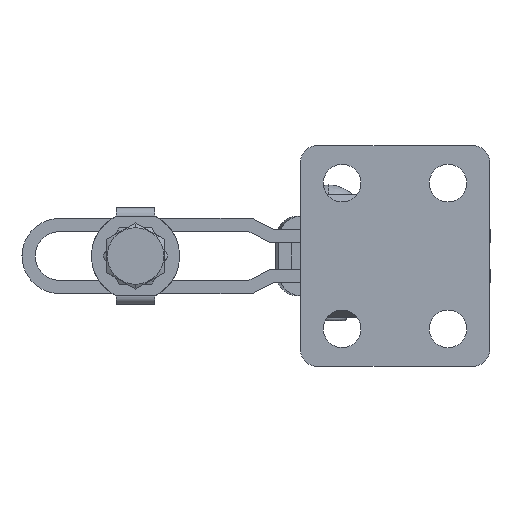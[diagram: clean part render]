
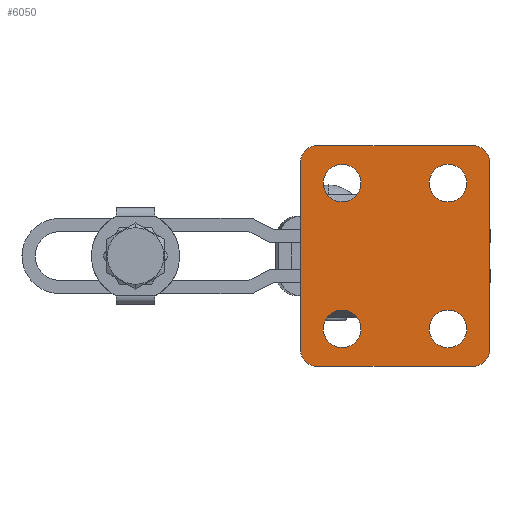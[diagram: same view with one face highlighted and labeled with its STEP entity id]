
A CAD part, front view. The second image highlights one B-rep face of the part: STEP entity #6050.
In plain terms, the highlighted planar face has unit normal (0, -1, 0).
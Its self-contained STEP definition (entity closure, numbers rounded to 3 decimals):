
#154 = DIRECTION ( 'NONE',  ( 0., 0., 1. ) ) ;
#168 = LINE ( 'NONE', #6260, #5865 ) ;
#247 = DIRECTION ( 'NONE',  ( 0., 1., 0. ) ) ;
#278 = VERTEX_POINT ( 'NONE', #7827 ) ;
#285 = EDGE_LOOP ( 'NONE', ( #2326, #3778, #2675, #6021, #3559, #1037, #7238, #1564 ) ) ;
#369 = EDGE_CURVE ( 'NONE', #2747, #8513, #6481, .T. ) ;
#389 = EDGE_CURVE ( 'NONE', #8255, #2361, #8151, .T. ) ;
#508 = CIRCLE ( 'NONE', #2888, 4.25 ) ;
#514 = AXIS2_PLACEMENT_3D ( 'NONE', #3599, #8614, #4326 ) ;
#556 = AXIS2_PLACEMENT_3D ( 'NONE', #7068, #2769, #7778 ) ;
#562 = CARTESIAN_POINT ( 'NONE',  ( -33.5, 0., -16.5 ) ) ;
#572 = DIRECTION ( 'NONE',  ( 0., -1., 0. ) ) ;
#575 = DIRECTION ( 'NONE',  ( 0., -1., 0. ) ) ;
#584 = CARTESIAN_POINT ( 'NONE',  ( -43., 0., 3. ) ) ;
#605 = CARTESIAN_POINT ( 'NONE',  ( -33.5, 0., 20.75 ) ) ;
#698 = FACE_BOUND ( 'NONE', #8048, .T. ) ;
#775 = AXIS2_PLACEMENT_3D ( 'NONE', #562, #4850, #5548 ) ;
#777 = CARTESIAN_POINT ( 'NONE',  ( -4., 0., 21. ) ) ;
#782 = VECTOR ( 'NONE', #4132, 1000. ) ;
#808 = ORIENTED_EDGE ( 'NONE', *, *, #8716, .T. ) ;
#938 = FACE_BOUND ( 'NONE', #6337, .T. ) ;
#1037 = ORIENTED_EDGE ( 'NONE', *, *, #1963, .T. ) ;
#1058 = CARTESIAN_POINT ( 'NONE',  ( -9.5, 0., 20.75 ) ) ;
#1184 = EDGE_CURVE ( 'NONE', #278, #8920, #3866, .T. ) ;
#1320 = DIRECTION ( 'NONE',  ( 0., 0., -1. ) ) ;
#1484 = AXIS2_PLACEMENT_3D ( 'NONE', #5562, #575, #4867 ) ;
#1491 = DIRECTION ( 'NONE',  ( 0., 0., -1. ) ) ;
#1564 = ORIENTED_EDGE ( 'NONE', *, *, #5291, .T. ) ;
#1644 = DIRECTION ( 'NONE',  ( 0., 0., -1. ) ) ;
#1788 = EDGE_CURVE ( 'NONE', #6975, #7754, #168, .T. ) ;
#1905 = CARTESIAN_POINT ( 'NONE',  ( 0., 0., 21. ) ) ;
#1963 = EDGE_CURVE ( 'NONE', #6975, #8255, #3392, .T. ) ;
#2027 = EDGE_CURVE ( 'NONE', #8920, #278, #8438, .T. ) ;
#2219 = VERTEX_POINT ( 'NONE', #3860 ) ;
#2275 = EDGE_CURVE ( 'NONE', #7948, #2474, #3720, .T. ) ;
#2326 = ORIENTED_EDGE ( 'NONE', *, *, #4695, .T. ) ;
#2361 = VERTEX_POINT ( 'NONE', #3292 ) ;
#2474 = VERTEX_POINT ( 'NONE', #605 ) ;
#2587 = FACE_OUTER_BOUND ( 'NONE', #285, .T. ) ;
#2675 = ORIENTED_EDGE ( 'NONE', *, *, #6045, .F. ) ;
#2691 = CARTESIAN_POINT ( 'NONE',  ( -4., 0., 25. ) ) ;
#2726 = CARTESIAN_POINT ( 'NONE',  ( -39., 0., -25. ) ) ;
#2747 = VERTEX_POINT ( 'NONE', #6664 ) ;
#2769 = DIRECTION ( 'NONE',  ( 0., -1., 0. ) ) ;
#2800 = DIRECTION ( 'NONE',  ( 0., 1., 0. ) ) ;
#2888 = AXIS2_PLACEMENT_3D ( 'NONE', #8713, #4442, #154 ) ;
#2892 = ORIENTED_EDGE ( 'NONE', *, *, #8687, .F. ) ;
#2895 = CIRCLE ( 'NONE', #6702, 4. ) ;
#2938 = CARTESIAN_POINT ( 'NONE',  ( -4., 0., 25. ) ) ;
#2968 = CARTESIAN_POINT ( 'NONE',  ( -33.5, 0., -16.5 ) ) ;
#3292 = CARTESIAN_POINT ( 'NONE',  ( -39., 0., 25. ) ) ;
#3350 = CARTESIAN_POINT ( 'NONE',  ( -4., 0., -21. ) ) ;
#3392 = CIRCLE ( 'NONE', #5312, 4. ) ;
#3559 = ORIENTED_EDGE ( 'NONE', *, *, #1788, .F. ) ;
#3599 = CARTESIAN_POINT ( 'NONE',  ( 0., 0., 3. ) ) ;
#3611 = AXIS2_PLACEMENT_3D ( 'NONE', #4860, #572, #5556 ) ;
#3686 = DIRECTION ( 'NONE',  ( 0., 0., 1. ) ) ;
#3720 = CIRCLE ( 'NONE', #7367, 4.25 ) ;
#3778 = ORIENTED_EDGE ( 'NONE', *, *, #6793, .F. ) ;
#3801 = VERTEX_POINT ( 'NONE', #3838 ) ;
#3838 = CARTESIAN_POINT ( 'NONE',  ( -9.5, 0., -12.25 ) ) ;
#3860 = CARTESIAN_POINT ( 'NONE',  ( -9.5, 0., -20.75 ) ) ;
#3866 = CIRCLE ( 'NONE', #775, 4.25 ) ;
#3941 = CIRCLE ( 'NONE', #3611, 4. ) ;
#3960 = VERTEX_POINT ( 'NONE', #6127 ) ;
#3963 = CIRCLE ( 'NONE', #556, 4.25 ) ;
#4068 = DIRECTION ( 'NONE',  ( 0., 0., 1. ) ) ;
#4132 = DIRECTION ( 'NONE',  ( -1., 0., 0. ) ) ;
#4154 = EDGE_CURVE ( 'NONE', #2474, #7948, #3963, .T. ) ;
#4217 = DIRECTION ( 'NONE',  ( 0., -1., 0. ) ) ;
#4299 = CARTESIAN_POINT ( 'NONE',  ( -4., 0., -25. ) ) ;
#4321 = EDGE_CURVE ( 'NONE', #3801, #2219, #508, .T. ) ;
#4326 = DIRECTION ( 'NONE',  ( 0., 0., 1. ) ) ;
#4442 = DIRECTION ( 'NONE',  ( 0., 1., 0. ) ) ;
#4504 = VECTOR ( 'NONE', #7181, 1000. ) ;
#4552 = CARTESIAN_POINT ( 'NONE',  ( -39., 0., -21. ) ) ;
#4663 = CARTESIAN_POINT ( 'NONE',  ( -4., 0., -25. ) ) ;
#4695 = EDGE_CURVE ( 'NONE', #3960, #5982, #7660, .T. ) ;
#4728 = LINE ( 'NONE', #4299, #4504 ) ;
#4850 = DIRECTION ( 'NONE',  ( 0., 1., 0. ) ) ;
#4856 = ORIENTED_EDGE ( 'NONE', *, *, #2275, .F. ) ;
#4860 = CARTESIAN_POINT ( 'NONE',  ( -39., 0., 21. ) ) ;
#4867 = DIRECTION ( 'NONE',  ( 0., 0., -1. ) ) ;
#4938 = CARTESIAN_POINT ( 'NONE',  ( -43., 0., -21. ) ) ;
#5242 = DIRECTION ( 'NONE',  ( 0., 0., 1. ) ) ;
#5291 = EDGE_CURVE ( 'NONE', #2361, #3960, #3941, .T. ) ;
#5312 = AXIS2_PLACEMENT_3D ( 'NONE', #777, #5749, #1491 ) ;
#5496 = ORIENTED_EDGE ( 'NONE', *, *, #369, .F. ) ;
#5544 = ORIENTED_EDGE ( 'NONE', *, *, #4321, .T. ) ;
#5548 = DIRECTION ( 'NONE',  ( 0., 0., 1. ) ) ;
#5556 = DIRECTION ( 'NONE',  ( 0., 0., -1. ) ) ;
#5562 = CARTESIAN_POINT ( 'NONE',  ( -9.5, 0., 16.5 ) ) ;
#5593 = EDGE_LOOP ( 'NONE', ( #5544, #808 ) ) ;
#5703 = VERTEX_POINT ( 'NONE', #4663 ) ;
#5742 = VECTOR ( 'NONE', #1320, 1000. ) ;
#5749 = DIRECTION ( 'NONE',  ( 0., -1., 0. ) ) ;
#5860 = AXIS2_PLACEMENT_3D ( 'NONE', #8510, #4217, #9171 ) ;
#5865 = VECTOR ( 'NONE', #9066, 1000. ) ;
#5921 = VERTEX_POINT ( 'NONE', #2726 ) ;
#5961 = CARTESIAN_POINT ( 'NONE',  ( -33.5, 0., -12.25 ) ) ;
#5982 = VERTEX_POINT ( 'NONE', #4938 ) ;
#6021 = ORIENTED_EDGE ( 'NONE', *, *, #7555, .F. ) ;
#6045 = EDGE_CURVE ( 'NONE', #5703, #5921, #4728, .T. ) ;
#6050 = ADVANCED_FACE ( 'NONE', ( #938, #698, #2587, #6631, #8070 ), #7891, .F. ) ;
#6127 = CARTESIAN_POINT ( 'NONE',  ( -43., 0., 21. ) ) ;
#6260 = CARTESIAN_POINT ( 'NONE',  ( 0., 0., 3. ) ) ;
#6337 = EDGE_LOOP ( 'NONE', ( #4856, #8424 ) ) ;
#6428 = CARTESIAN_POINT ( 'NONE',  ( -33.5, 0., 16.5 ) ) ;
#6481 = CIRCLE ( 'NONE', #1484, 4.25 ) ;
#6631 = FACE_BOUND ( 'NONE', #7744, .T. ) ;
#6664 = CARTESIAN_POINT ( 'NONE',  ( -9.5, 0., 12.25 ) ) ;
#6702 = AXIS2_PLACEMENT_3D ( 'NONE', #4552, #247, #5242 ) ;
#6793 = EDGE_CURVE ( 'NONE', #5921, #5982, #2895, .T. ) ;
#6844 = AXIS2_PLACEMENT_3D ( 'NONE', #7102, #2800, #7816 ) ;
#6975 = VERTEX_POINT ( 'NONE', #1905 ) ;
#7060 = ORIENTED_EDGE ( 'NONE', *, *, #1184, .T. ) ;
#7068 = CARTESIAN_POINT ( 'NONE',  ( -33.5, 0., 16.5 ) ) ;
#7102 = CARTESIAN_POINT ( 'NONE',  ( -9.5, 0., -16.5 ) ) ;
#7157 = DIRECTION ( 'NONE',  ( 0., -1., 0. ) ) ;
#7181 = DIRECTION ( 'NONE',  ( -1., 0., 0. ) ) ;
#7238 = ORIENTED_EDGE ( 'NONE', *, *, #389, .T. ) ;
#7254 = CIRCLE ( 'NONE', #5860, 4.25 ) ;
#7367 = AXIS2_PLACEMENT_3D ( 'NONE', #6428, #7157, #1644 ) ;
#7485 = CARTESIAN_POINT ( 'NONE',  ( -33.5, 0., 12.25 ) ) ;
#7555 = EDGE_CURVE ( 'NONE', #7754, #5703, #8142, .T. ) ;
#7660 = LINE ( 'NONE', #584, #5742 ) ;
#7719 = AXIS2_PLACEMENT_3D ( 'NONE', #2968, #7985, #3686 ) ;
#7744 = EDGE_LOOP ( 'NONE', ( #8606, #7060 ) ) ;
#7754 = VERTEX_POINT ( 'NONE', #7918 ) ;
#7778 = DIRECTION ( 'NONE',  ( 0., 0., -1. ) ) ;
#7816 = DIRECTION ( 'NONE',  ( 0., 0., 1. ) ) ;
#7827 = CARTESIAN_POINT ( 'NONE',  ( -33.5, 0., -20.75 ) ) ;
#7891 = PLANE ( 'NONE',  #514 ) ;
#7893 = AXIS2_PLACEMENT_3D ( 'NONE', #3350, #8369, #4068 ) ;
#7918 = CARTESIAN_POINT ( 'NONE',  ( 0., 0., -21. ) ) ;
#7948 = VERTEX_POINT ( 'NONE', #7485 ) ;
#7985 = DIRECTION ( 'NONE',  ( 0., 1., 0. ) ) ;
#8048 = EDGE_LOOP ( 'NONE', ( #5496, #2892 ) ) ;
#8070 = FACE_BOUND ( 'NONE', #5593, .T. ) ;
#8142 = CIRCLE ( 'NONE', #7893, 4. ) ;
#8151 = LINE ( 'NONE', #2691, #782 ) ;
#8255 = VERTEX_POINT ( 'NONE', #2938 ) ;
#8369 = DIRECTION ( 'NONE',  ( 0., 1., 0. ) ) ;
#8424 = ORIENTED_EDGE ( 'NONE', *, *, #4154, .F. ) ;
#8438 = CIRCLE ( 'NONE', #7719, 4.25 ) ;
#8510 = CARTESIAN_POINT ( 'NONE',  ( -9.5, 0., 16.5 ) ) ;
#8513 = VERTEX_POINT ( 'NONE', #1058 ) ;
#8606 = ORIENTED_EDGE ( 'NONE', *, *, #2027, .T. ) ;
#8614 = DIRECTION ( 'NONE',  ( 0., 1., 0. ) ) ;
#8687 = EDGE_CURVE ( 'NONE', #8513, #2747, #7254, .T. ) ;
#8713 = CARTESIAN_POINT ( 'NONE',  ( -9.5, 0., -16.5 ) ) ;
#8716 = EDGE_CURVE ( 'NONE', #2219, #3801, #9100, .T. ) ;
#8920 = VERTEX_POINT ( 'NONE', #5961 ) ;
#9066 = DIRECTION ( 'NONE',  ( 0., 0., -1. ) ) ;
#9100 = CIRCLE ( 'NONE', #6844, 4.25 ) ;
#9171 = DIRECTION ( 'NONE',  ( 0., 0., -1. ) ) ;
